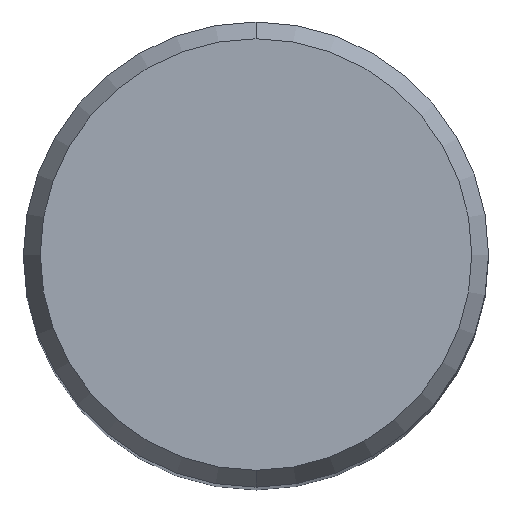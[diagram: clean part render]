
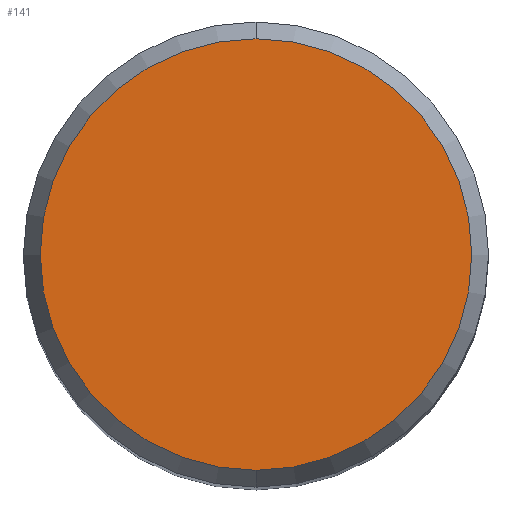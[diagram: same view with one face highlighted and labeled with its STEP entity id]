
A CAD part, top view. The second image highlights one B-rep face of the part: STEP entity #141.
In plain terms, the highlighted planar face has unit normal (0, 0, 1).
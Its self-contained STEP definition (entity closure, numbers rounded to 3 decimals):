
#125=EDGE_CURVE('',#225,#131,#278,.T.);
#131=VERTEX_POINT('',#285);
#135=EDGE_CURVE('',#131,#225,#289,.T.);
#141=ADVANCED_FACE('',(#296),#297,.T.);
#225=VERTEX_POINT('',#392);
#278=CIRCLE('',#451,5.892);
#285=CARTESIAN_POINT('',(0.,-5.892,0.));
#289=CIRCLE('',#467,5.892);
#296=FACE_OUTER_BOUND('',#474,.T.);
#297=PLANE('',#475);
#392=CARTESIAN_POINT('',(0.0,5.892,0.));
#451=AXIS2_PLACEMENT_3D('',#632,#633,#634);
#467=AXIS2_PLACEMENT_3D('',#645,#646,#647);
#474=EDGE_LOOP('',(#657,#658));
#475=AXIS2_PLACEMENT_3D('',#659,#660,#661);
#632=CARTESIAN_POINT('',(0.0,0.0,0.));
#633=DIRECTION('',(0.0,0.0,-1.0));
#634=DIRECTION('',(0.0,1.0,0.0));
#645=CARTESIAN_POINT('',(0.0,0.0,0.));
#646=DIRECTION('',(0.0,0.0,-1.0));
#647=DIRECTION('',(0.0,1.0,0.0));
#657=ORIENTED_EDGE('',*,*,#125,.F.);
#658=ORIENTED_EDGE('',*,*,#135,.F.);
#659=CARTESIAN_POINT('',(0.0,2.946,0.));
#660=DIRECTION('',(-0.0,0.0,1.0));
#661=DIRECTION('',(0.0,-1.0,0.0));
